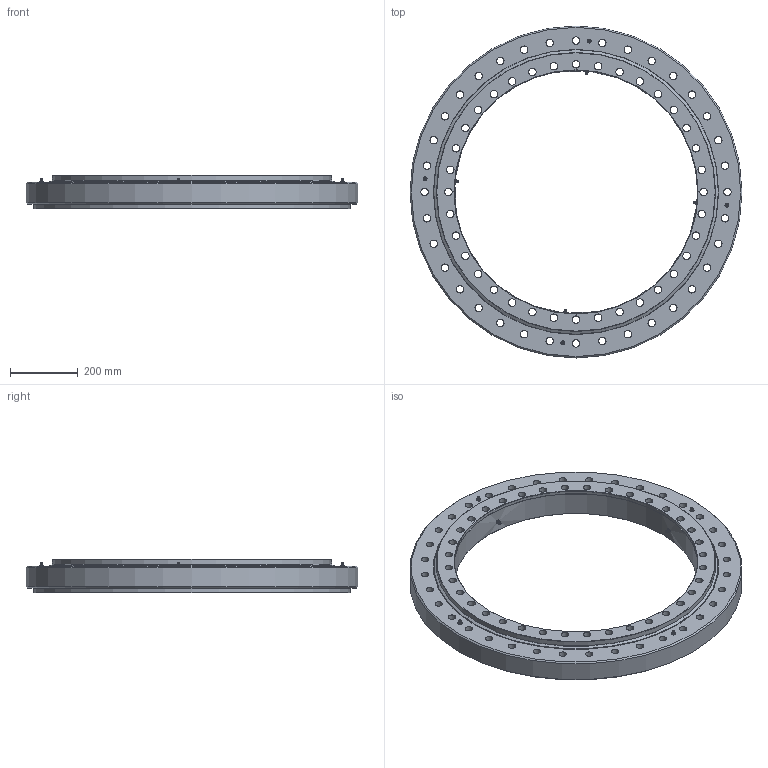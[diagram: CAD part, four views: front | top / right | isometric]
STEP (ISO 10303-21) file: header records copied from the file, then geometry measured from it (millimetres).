
FILE_DESCRIPTION (( 'STEP AP214' ), '1' );
FILE_NAME ('SD.979.30.15.D.1-R.STEP', '2020-05-13T11:10:43', ( '' ), ( '' ), 'SwSTEP 2.0', 'SolidWorks 2016', '' );
FILE_SCHEMA (( 'AUTOMOTIVE_DESIGN' ));
Length unit declared in the file: millimetre
Products named in the file (7): SD.979.30.15.D.1-R - IR; Roller L30; SD.979.30.15.D.1-R; SD.979.30.15.D.1-R - OR; SD.979.30.15.D.1-R - IR Seal; SD.979.30.15.D.1-R - OR Seal; Grease nipple M10x1mm
Assembly tree (82 placements, depth 2):
  SD.979.30.15.D.1-R
    SD.979.30.15.D.1-R - IR
    SD.979.30.15.D.1-R - OR
    Roller L30  x70
    SD.979.30.15.D.1-R - IR Seal
    SD.979.30.15.D.1-R - OR Seal
    Grease nipple M10x1mm  x8
Bounding box: 979 x 979 x 100 mm (x, y, z)
Volume: 23650416.3 mm3; surface area: 2515526.1 mm2
Topology: 82 solids, 82 shells, 722 faces, 1401 edges, 870 vertices
Faces by surface type: plane 241, cylinder 193, torus 160, cone 128
Full cylindrical faces by diameter (mm): 3 x20, 9 x8, 10 x8, 22 x72, 30 x70, 717 x1, 718 x1, 809 x2, 821 x1, 823 x4, 825 x1, 837 x2, 845 x1, 932 x1, 979 x1
Entity records: 6700 total; most frequent: CARTESIAN_POINT 1615, DIRECTION 1040, ORIENTED_EDGE 588, AXIS2_PLACEMENT_3D 517, EDGE_LOOP 516, FACE_OUTER_BOUND 306, EDGE_CURVE 294, VERTEX_POINT 276
